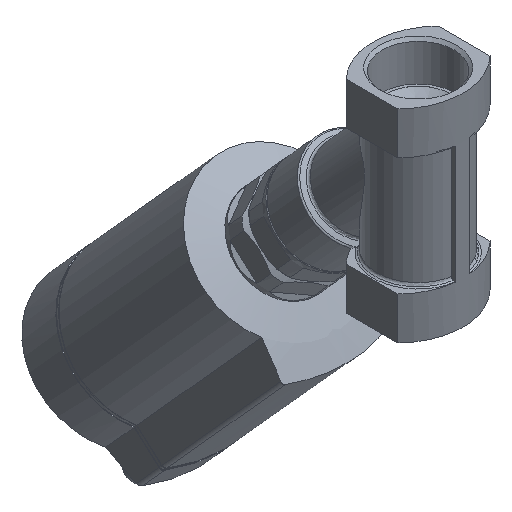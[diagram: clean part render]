
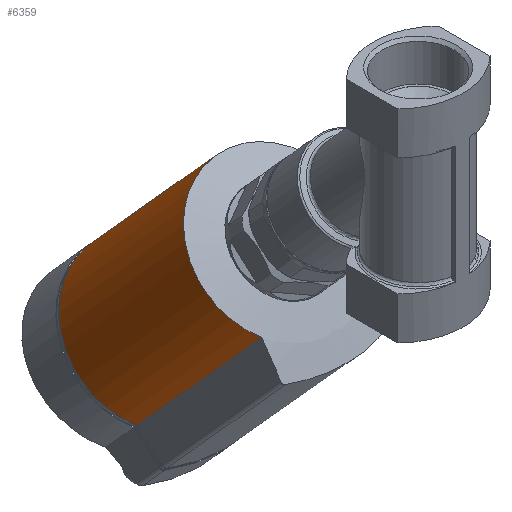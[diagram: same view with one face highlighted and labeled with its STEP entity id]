
A CAD part, isometric view. The second image highlights one B-rep face of the part: STEP entity #6359.
In plain terms, the highlighted cylindrical face has radius 41.25 mm (diameter 82.5 mm), a partial arc.
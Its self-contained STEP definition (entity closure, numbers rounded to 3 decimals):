
#380=LINE('',#11856,#643);
#381=LINE('',#11857,#644);
#643=VECTOR('',#9360,1000.);
#644=VECTOR('',#9361,1000.);
#1026=CIRCLE('',#8132,41.25);
#1030=CIRCLE('',#8137,41.25);
#1850=ORIENTED_EDGE('',*,*,#3388,.F.);
#1851=ORIENTED_EDGE('',*,*,#3389,.F.);
#1852=ORIENTED_EDGE('',*,*,#3382,.F.);
#1853=ORIENTED_EDGE('',*,*,#3390,.T.);
#3382=EDGE_CURVE('',#4195,#4196,#1026,.T.);
#3388=EDGE_CURVE('',#4199,#4200,#1030,.F.);
#3389=EDGE_CURVE('',#4196,#4199,#380,.T.);
#3390=EDGE_CURVE('',#4195,#4200,#381,.T.);
#4195=VERTEX_POINT('',#11842);
#4196=VERTEX_POINT('',#11844);
#4199=VERTEX_POINT('',#11854);
#4200=VERTEX_POINT('',#11855);
#4966=EDGE_LOOP('',(#1850,#1851,#1852,#1853));
#5623=FACE_BOUND('',#4966,.T.);
#6144=CYLINDRICAL_SURFACE('',#8136,41.25);
#6359=ADVANCED_FACE('',(#5623),#6144,.T.);
#8132=AXIS2_PLACEMENT_3D('',#11843,#9346,#9347);
#8136=AXIS2_PLACEMENT_3D('',#11852,#9356,#9357);
#8137=AXIS2_PLACEMENT_3D('',#11853,#9358,#9359);
#9346=DIRECTION('',(0.,1.,0.));
#9347=DIRECTION('',(1.,0.,0.));
#9356=DIRECTION('',(0.,-1.,0.));
#9357=DIRECTION('',(0.,0.,-1.));
#9358=DIRECTION('',(0.,1.,0.));
#9359=DIRECTION('',(0.,0.,1.));
#9360=DIRECTION('',(0.,-1.,0.));
#9361=DIRECTION('',(0.,-1.,0.));
#11842=CARTESIAN_POINT('',(-28.312,137.,30.));
#11843=CARTESIAN_POINT('',(0.,137.,0.));
#11844=CARTESIAN_POINT('',(-28.312,137.,-30.));
#11852=CARTESIAN_POINT('',(0.,137.,0.));
#11853=CARTESIAN_POINT('',(0.,35.59,0.));
#11854=CARTESIAN_POINT('',(-28.312,35.59,-30.));
#11855=CARTESIAN_POINT('',(-28.312,35.59,30.));
#11856=CARTESIAN_POINT('',(-28.312,137.,-30.));
#11857=CARTESIAN_POINT('',(-28.312,137.,30.));
